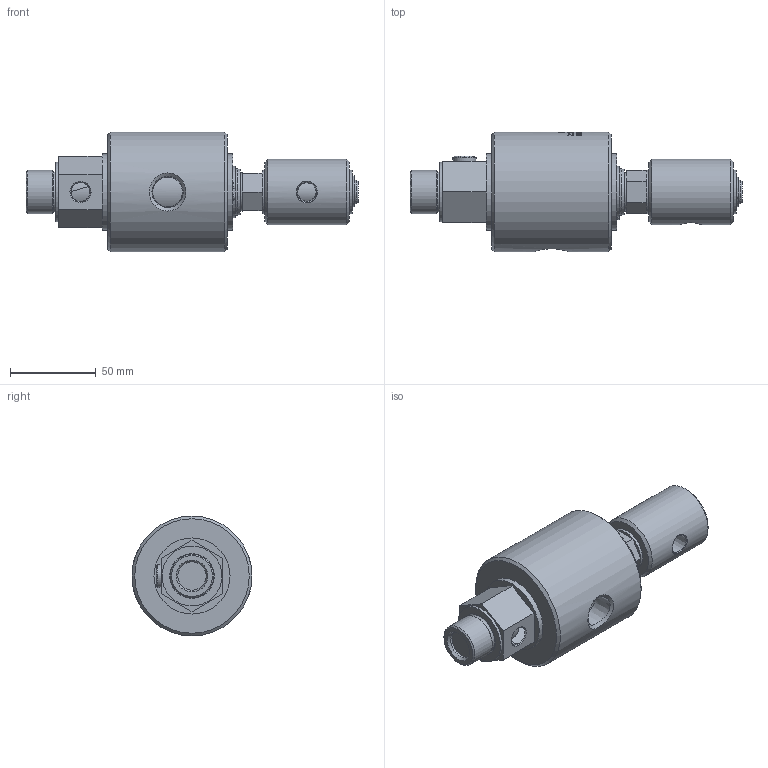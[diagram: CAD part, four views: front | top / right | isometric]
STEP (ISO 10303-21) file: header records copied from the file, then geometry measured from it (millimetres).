
FILE_DESCRIPTION(/* description */ (''),/* implementation_level */ '2;1');
FILE_NAME(/* name */ '2117-001-103-IC.stp',/* time_stamp */ '2020-05-21T08:59:07-05:00',/* author */ ('manton'),/* organization */ (''),/* preprocessor_version */ 'ST-DEVELOPER v18',/* originating_system */ 'Autodesk Inventor 2020',/* authorisation */ '');
FILE_SCHEMA (('AUTOMOTIVE_DESIGN { 1 0 10303 214 3 1 1 }'));
Products named in the file (1): 2117-001-103-IC
Bounding box: 193.8 x 70 x 70 mm (x, y, z)
Volume: 375668 mm3; surface area: 39705.8 mm2
Topology: 1 solids, 4 shells, 576 faces, 1495 edges, 990 vertices
Faces by surface type: bspline 241, plane 228, cylinder 88, cone 18, torus 1
Full cylindrical faces by diameter (mm): 1.5 x2, 12.7 x1, 13.95 x1, 16.59 x1, 17.475 x1, 22.225 x1, 25.4 x4, 26 x1, 26.969 x1, 34.9 x1, 38 x1, 44.45 x2, 70 x1
Entity records: 68901 total; most frequent: CARTESIAN_POINT 55233, ORIENTED_EDGE 2988, DIRECTION 2201, EDGE_CURVE 1494, VERTEX_POINT 990, AXIS2_PLACEMENT_3D 771, LINE 659, VECTOR 659
